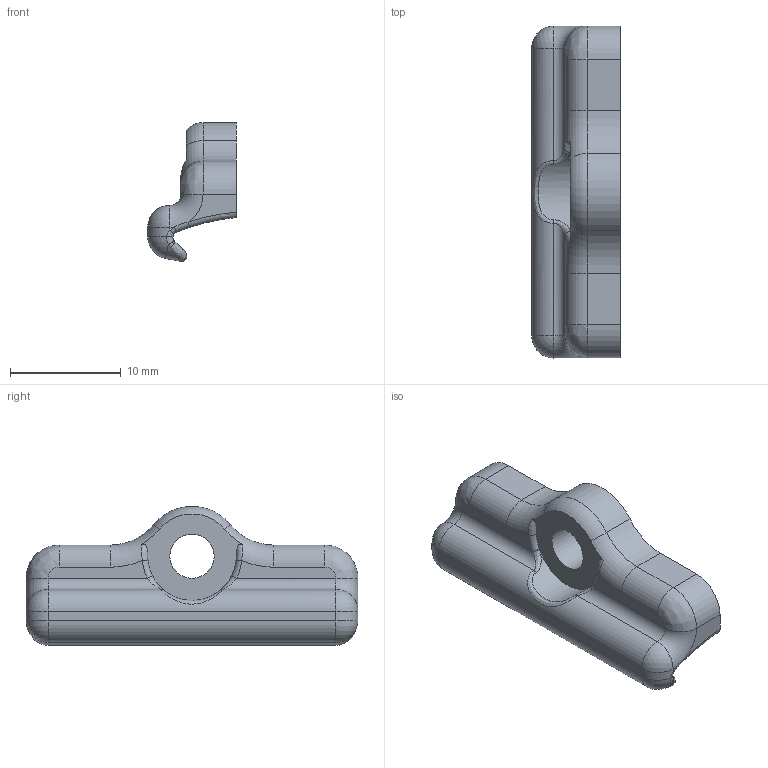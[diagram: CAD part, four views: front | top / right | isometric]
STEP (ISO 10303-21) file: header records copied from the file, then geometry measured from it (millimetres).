
FILE_DESCRIPTION(/* description */ (''),/* implementation_level */ '2;1');
FILE_NAME(/* name */ '713d6842-3583-4629-9eac-fdfb276941a4.stp',/* time_stamp */ '2019-04-16T02:20:31+00:00',/* author */ (''),/* organization */ (''),/* preprocessor_version */ 'ST-DEVELOPER v18',/* originating_system */ 'Autodesk Translation Framework v8.2.0.1029',/* authorisation */ '');
FILE_SCHEMA (('AUTOMOTIVE_DESIGN { 1 0 10303 214 3 1 1 }'));
Length unit declared in the file: millimetre
Products named in the file (1): general join
Bounding box: 8 x 30 x 12.56 mm (x, y, z)
Volume: 1193.5 mm3; surface area: 1066.1 mm2
Topology: 1 solids, 1 shells, 67 faces, 151 edges, 86 vertices
Faces by surface type: cylinder 20, bspline 19, plane 13, torus 11, sphere 4
Full cylindrical faces by diameter (mm): 4 x1
Entity records: 2413 total; most frequent: CARTESIAN_POINT 958, ORIENTED_EDGE 302, DIRECTION 301, EDGE_CURVE 151, AXIS2_PLACEMENT_3D 133, VERTEX_POINT 86, CIRCLE 80, EDGE_LOOP 69
